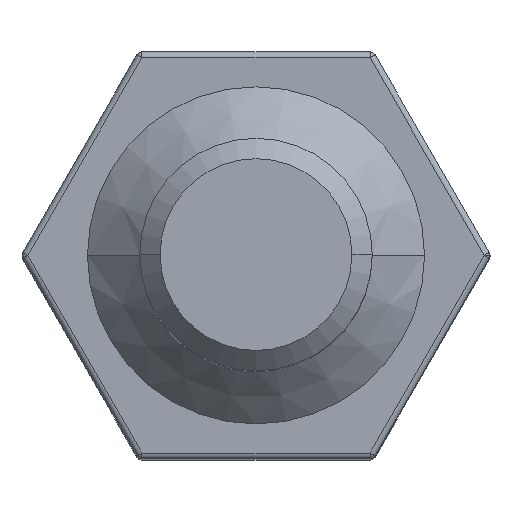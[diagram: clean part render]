
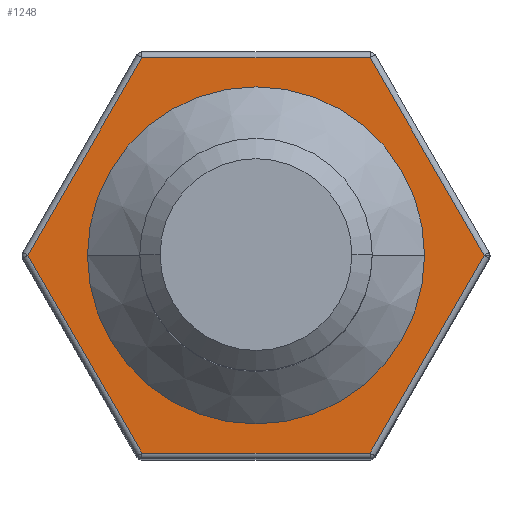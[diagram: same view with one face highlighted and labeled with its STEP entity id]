
A CAD part, top view. The second image highlights one B-rep face of the part: STEP entity #1248.
In plain terms, the highlighted planar face has unit normal (0, 0, 1).
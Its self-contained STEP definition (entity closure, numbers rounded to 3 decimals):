
#1 = DIRECTION ( 'NONE',  ( 0., 0., -1. ) ) ;
#15 = ORIENTED_EDGE ( 'NONE', *, *, #1238, .T. ) ;
#17 = ORIENTED_EDGE ( 'NONE', *, *, #1263, .T. ) ;
#25 = CARTESIAN_POINT ( 'NONE',  ( -3.955, -0.05, 0. ) ) ;
#40 = ORIENTED_EDGE ( 'NONE', *, *, #1270, .T. ) ;
#63 = ORIENTED_EDGE ( 'NONE', *, *, #1277, .T. ) ;
#89 = CARTESIAN_POINT ( 'NONE',  ( -1.963, -3.4, 0. ) ) ;
#97 = ORIENTED_EDGE ( 'NONE', *, *, #1279, .T. ) ;
#132 = VECTOR ( 'NONE', #743, 1000. ) ;
#142 = CARTESIAN_POINT ( 'NONE',  ( 3.926, 0., 0. ) ) ;
#149 = LINE ( 'NONE', #1338, #132 ) ;
#196 = ORIENTED_EDGE ( 'NONE', *, *, #1319, .T. ) ;
#199 = VERTEX_POINT ( 'NONE', #1143 ) ;
#214 = FACE_BOUND ( 'NONE', #815, .T. ) ;
#220 = CARTESIAN_POINT ( 'NONE',  ( 0., 0., 0. ) ) ;
#232 = ORIENTED_EDGE ( 'NONE', *, *, #884, .T. ) ;
#251 = FACE_OUTER_BOUND ( 'NONE', #828, .T. ) ;
#287 = CARTESIAN_POINT ( 'NONE',  ( -4.041, -3.4, 0. ) ) ;
#298 = DIRECTION ( 'NONE',  ( 0.5, 0.866, 0. ) ) ;
#363 = DIRECTION ( 'NONE',  ( -1., 0., 0. ) ) ;
#379 = VERTEX_POINT ( 'NONE', #1000 ) ;
#401 = CARTESIAN_POINT ( 'NONE',  ( 1.934, 3.45, 0. ) ) ;
#426 = DIRECTION ( 'NONE',  ( 1., 0., 0. ) ) ;
#462 = LINE ( 'NONE', #401, #605 ) ;
#477 = AXIS2_PLACEMENT_3D ( 'NONE', #220, #990, #363 ) ;
#506 = VERTEX_POINT ( 'NONE', #1224 ) ;
#547 = AXIS2_PLACEMENT_3D ( 'NONE', #1222, #1, #850 ) ;
#605 = VECTOR ( 'NONE', #1106, 1000. ) ;
#637 = CARTESIAN_POINT ( 'NONE',  ( -3.955, 0.05, 0. ) ) ;
#651 = VERTEX_POINT ( 'NONE', #855 ) ;
#675 = DIRECTION ( 'NONE',  ( 0., 0., -1. ) ) ;
#701 = VERTEX_POINT ( 'NONE', #142 ) ;
#717 = LINE ( 'NONE', #1043, #808 ) ;
#730 = PLANE ( 'NONE',  #547 ) ;
#743 = DIRECTION ( 'NONE',  ( -1., 0., 0. ) ) ;
#805 = CARTESIAN_POINT ( 'NONE',  ( -2.9, 0., 0. ) ) ;
#808 = VECTOR ( 'NONE', #298, 1000. ) ;
#811 = CIRCLE ( 'NONE', #477, 2.9 ) ;
#815 = EDGE_LOOP ( 'NONE', ( #232, #955 ) ) ;
#828 = EDGE_LOOP ( 'NONE', ( #15, #17, #40, #63, #97, #196 ) ) ;
#850 = DIRECTION ( 'NONE',  ( -1., 0., 0. ) ) ;
#855 = CARTESIAN_POINT ( 'NONE',  ( 1.963, -3.4, 0. ) ) ;
#866 = DIRECTION ( 'NONE',  ( -0.5, -0.866, 0. ) ) ;
#884 = EDGE_CURVE ( 'NONE', #1098, #1066, #964, .T. ) ;
#955 = ORIENTED_EDGE ( 'NONE', *, *, #1141, .T. ) ;
#964 = CIRCLE ( 'NONE', #1349, 2.9 ) ;
#990 = DIRECTION ( 'NONE',  ( 0., 0., -1. ) ) ;
#1000 = CARTESIAN_POINT ( 'NONE',  ( -3.926, 0., 0. ) ) ;
#1043 = CARTESIAN_POINT ( 'NONE',  ( 1.934, -3.45, 0. ) ) ;
#1066 = VERTEX_POINT ( 'NONE', #1179 ) ;
#1098 = VERTEX_POINT ( 'NONE', #805 ) ;
#1106 = DIRECTION ( 'NONE',  ( -0.5, 0.866, 0. ) ) ;
#1119 = VERTEX_POINT ( 'NONE', #89 ) ;
#1135 = LINE ( 'NONE', #25, #1329 ) ;
#1141 = EDGE_CURVE ( 'NONE', #1066, #1098, #811, .T. ) ;
#1143 = CARTESIAN_POINT ( 'NONE',  ( -1.963, 3.4, 0. ) ) ;
#1175 = VECTOR ( 'NONE', #426, 1000. ) ;
#1179 = CARTESIAN_POINT ( 'NONE',  ( 2.9, 0., 0. ) ) ;
#1208 = VECTOR ( 'NONE', #1242, 1000. ) ;
#1222 = CARTESIAN_POINT ( 'NONE',  ( -4.041, 0., 0. ) ) ;
#1224 = CARTESIAN_POINT ( 'NONE',  ( 1.963, 3.4, 0. ) ) ;
#1226 = LINE ( 'NONE', #637, #1208 ) ;
#1238 = EDGE_CURVE ( 'NONE', #701, #506, #462, .T. ) ;
#1242 = DIRECTION ( 'NONE',  ( 0.5, -0.866, 0. ) ) ;
#1248 = ADVANCED_FACE ( 'NONE', ( #251, #214 ), #730, .F. ) ;
#1263 = EDGE_CURVE ( 'NONE', #506, #199, #149, .T. ) ;
#1270 = EDGE_CURVE ( 'NONE', #199, #379, #1135, .T. ) ;
#1277 = EDGE_CURVE ( 'NONE', #379, #1119, #1226, .T. ) ;
#1279 = EDGE_CURVE ( 'NONE', #1119, #651, #1409, .T. ) ;
#1283 = CARTESIAN_POINT ( 'NONE',  ( 0., 0., 0. ) ) ;
#1319 = EDGE_CURVE ( 'NONE', #651, #701, #717, .T. ) ;
#1329 = VECTOR ( 'NONE', #866, 1000. ) ;
#1338 = CARTESIAN_POINT ( 'NONE',  ( -4.041, 3.4, 0. ) ) ;
#1349 = AXIS2_PLACEMENT_3D ( 'NONE', #1283, #675, #1386 ) ;
#1386 = DIRECTION ( 'NONE',  ( -1., 0., 0. ) ) ;
#1409 = LINE ( 'NONE', #287, #1175 ) ;
